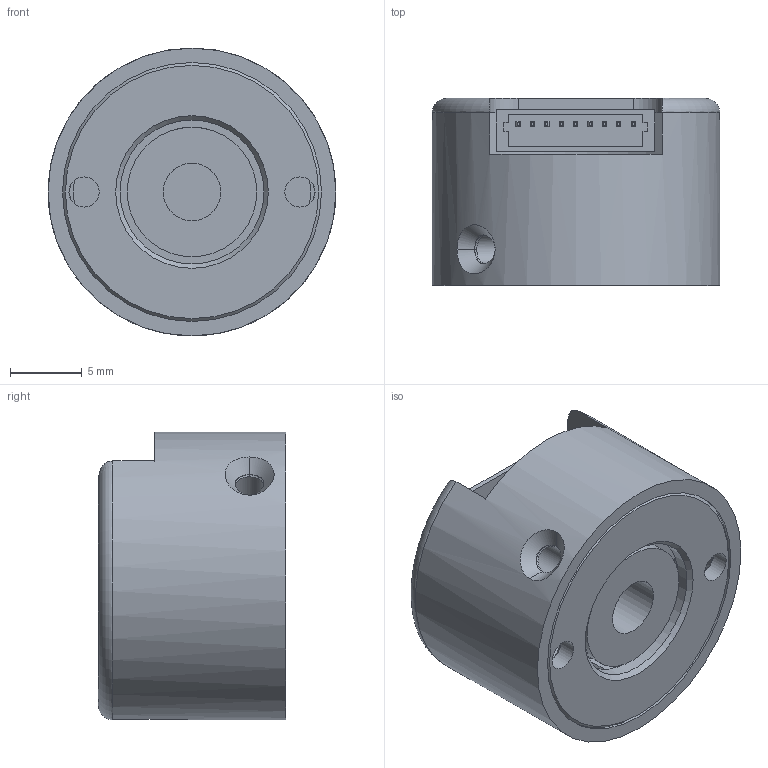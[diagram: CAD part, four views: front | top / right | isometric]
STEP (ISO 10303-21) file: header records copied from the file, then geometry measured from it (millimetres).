
FILE_DESCRIPTION(/* description */ (''),/* implementation_level */ '2;1');
FILE_NAME(/* name */ 'TMCS-20 v2.step',/* time_stamp */ '2019-12-09T11:57:10+01:00',/* author */ (''),/* organization */ (''),/* preprocessor_version */ 'ST-DEVELOPER v18',/* originating_system */ 'Autodesk Translation Framework v8.12.0.6',/* authorisation */ '');
FILE_SCHEMA (('AUTOMOTIVE_DESIGN { 1 0 10303 214 3 1 1 }'));
Length unit declared in the file: millimetre
Products named in the file (5): TMCS-20; Cover + PCB; HS20A-Base(CNC); Hubdisc; W9110-09
Assembly tree (4 placements, depth 2):
  TMCS-20
    Cover + PCB
    HS20A-Base(CNC)
    Hubdisc
    W9110-09
Bounding box: 20 x 13 x 20 mm (x, y, z)
Volume: 2406.6 mm3; surface area: 3988.1 mm2
Topology: 13 solids, 13 shells, 194 faces, 464 edges, 299 vertices
Faces by surface type: plane 147, cylinder 23, cone 13, bspline 10, torus 1
Full cylindrical faces by diameter (mm): 2 x4, 2.1 x2, 2.6 x1, 3 x1, 4 x1, 9 x1, 10 x1, 16 x1, 16.5 x1, 17 x1, 18 x2, 20 x1
Entity records: 9239 total; most frequent: CARTESIAN_POINT 4614, ORIENTED_EDGE 928, DIRECTION 888, EDGE_CURVE 464, LINE 324, VECTOR 324, VERTEX_POINT 299, AXIS2_PLACEMENT_3D 282
